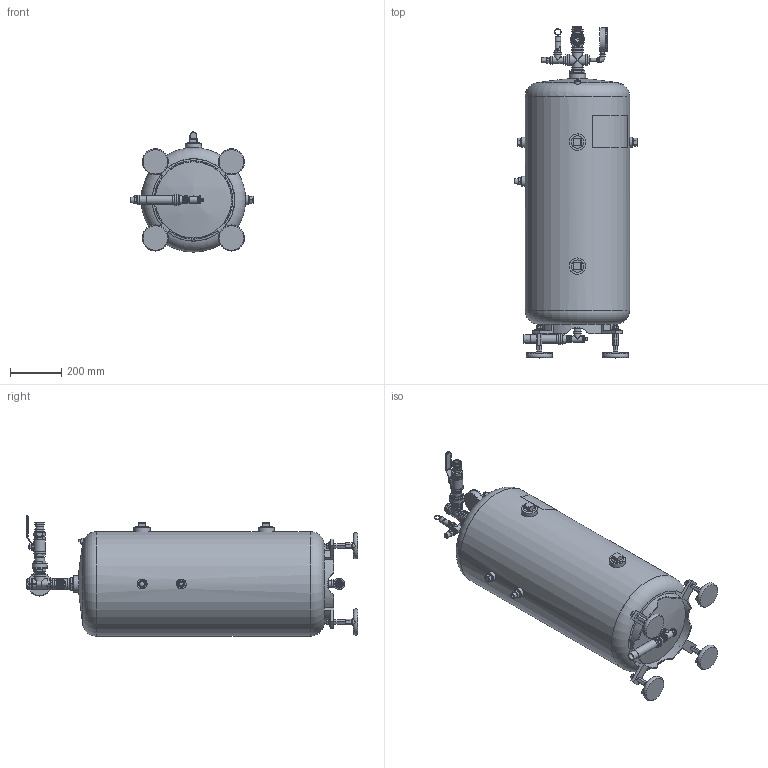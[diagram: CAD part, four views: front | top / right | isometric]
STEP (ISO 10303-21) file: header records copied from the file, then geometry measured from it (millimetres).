
FILE_DESCRIPTION(/* description */ ('This is default description.','CAx-IF Rec.Pracs.---Representation and Presentation of Product Manufacturing Information (PMI)---4.0---2014-10-13'),/* implementation_level */ '2;1');
FILE_NAME(/* name */ 'T-000-950-012_1.stp',/* time_stamp */ '2019-11-29T17:02:00+06:00',/* author */ (''),/* organization */ ('Victaulic'),/* preprocessor_version */ 'ST-DEVELOPER v17.2',/* originating_system */ 'Autodesk Inventor 2019',/* authorisation */ '');
FILE_SCHEMA (('AP242_MANAGED_MODEL_BASED_3D_ENGINEERING_MIM_LF { 1 0 10303 442 1 1 4 }'));
Length unit declared in the file: inch
Products named in the file (1): T-000-950-012_INTEG-01
Bounding box: 480.19 x 1290.67 x 467.92 mm (x, y, z)
Volume: 6389599.5 mm3; surface area: 3446870.1 mm2
Topology: 63 solids, 63 shells, 1776 faces, 4628 edges, 3043 vertices
Faces by surface type: plane 685, cylinder 445, cone 400, torus 98, bspline 92, sphere 56
Full cylindrical faces by diameter (mm): 2.286 x1, 2.381 x3, 3.969 x1, 4.521 x1, 4.762 x1, 5.537 x2, 6.35 x2, 6.731 x5, 9.246 x2, 9.525 x1, 9.83 x1, 10.716 x4, 11.125 x1, 11.176 x1, 11.405 x1, 11.455 x1, 11.481 x1, 12.7 x8, 13.716 x1, 13.717 x1, 13.919 x1, 13.97 x1, 14.148 x4, 14.287 x5, 14.5 x1, 15.037 x1, 15.24 x1, 15.799 x3, 15.875 x1, 17.856 x2
Entity records: 75616 total; most frequent: CARTESIAN_POINT 31315, ORIENTED_EDGE 9108, DIRECTION 8999, EDGE_CURVE 4554, AXIS2_PLACEMENT_3D 3607, VERTEX_POINT 3043, EDGE_LOOP 2039, CIRCLE 1897
